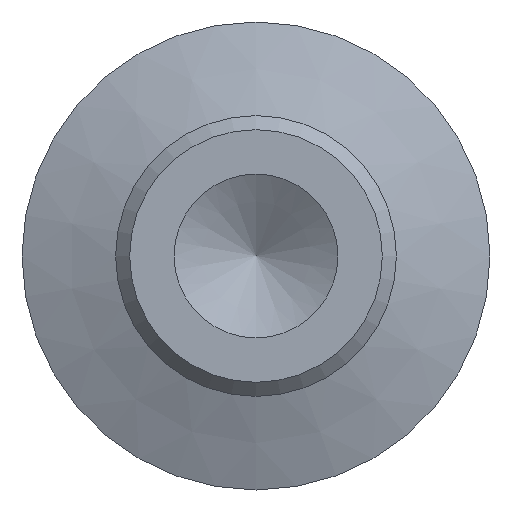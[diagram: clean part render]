
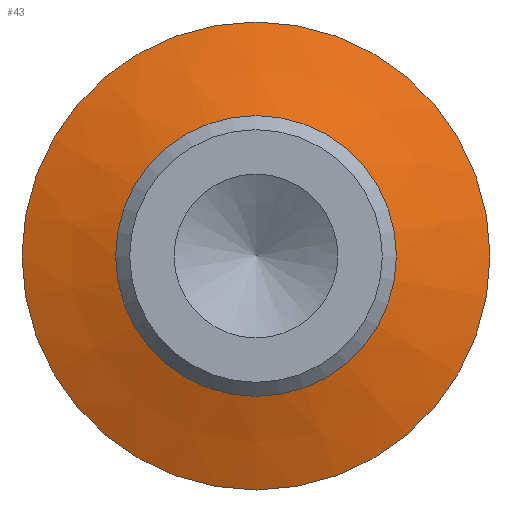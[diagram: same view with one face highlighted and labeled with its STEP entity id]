
A CAD part, front view. The second image highlights one B-rep face of the part: STEP entity #43.
In plain terms, the highlighted conical face has half-angle 70 degrees and reference radius 3 mm.
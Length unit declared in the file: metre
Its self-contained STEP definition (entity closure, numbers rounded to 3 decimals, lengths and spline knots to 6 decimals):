
#43 = ADVANCED_FACE( 'NONE', ( #88, #89 ), #90, .T. );
#88 = FACE_OUTER_BOUND( '', #130, .T. );
#89 = FACE_BOUND( '', #131, .T. );
#90 = CONICAL_SURFACE( '', #132, 0.003, 1.222 );
#130 = EDGE_LOOP( '', ( #176 ) );
#131 = EDGE_LOOP( '', ( #177 ) );
#132 = AXIS2_PLACEMENT_3D( '', #178, #179, #180 );
#176 = ORIENTED_EDGE( '', *, *, #211, .T. );
#177 = ORIENTED_EDGE( '', *, *, #208, .F. );
#178 = CARTESIAN_POINT( '', ( 0., 0.018, 0. ) );
#179 = DIRECTION( '', ( 0., 1., 0. ) );
#180 = DIRECTION( '', ( 0., 0., 1. ) );
#208 = EDGE_CURVE( 'NONE', #232, #232, #233, .T. );
#211 = EDGE_CURVE( 'NONE', #236, #236, #237, .T. );
#232 = VERTEX_POINT( '', #257 );
#233 = CIRCLE( '', #258, 0.003 );
#236 = VERTEX_POINT( '', #261 );
#237 = CIRCLE( '', #262, 0.005 );
#257 = CARTESIAN_POINT( '', ( 0., 0.018, -0.003 ) );
#258 = AXIS2_PLACEMENT_3D( '', #284, #285, #286 );
#261 = CARTESIAN_POINT( '', ( 0., 0.018728, -0.005 ) );
#262 = AXIS2_PLACEMENT_3D( '', #287, #288, #289 );
#284 = CARTESIAN_POINT( '', ( 0., 0.018, 0. ) );
#285 = DIRECTION( '', ( 0., -1., 0. ) );
#286 = DIRECTION( '', ( 0., 0., -1. ) );
#287 = CARTESIAN_POINT( '', ( 0., 0.018728, 0. ) );
#288 = DIRECTION( '', ( 0., -1., 0. ) );
#289 = DIRECTION( '', ( 0., 0., -1. ) );
